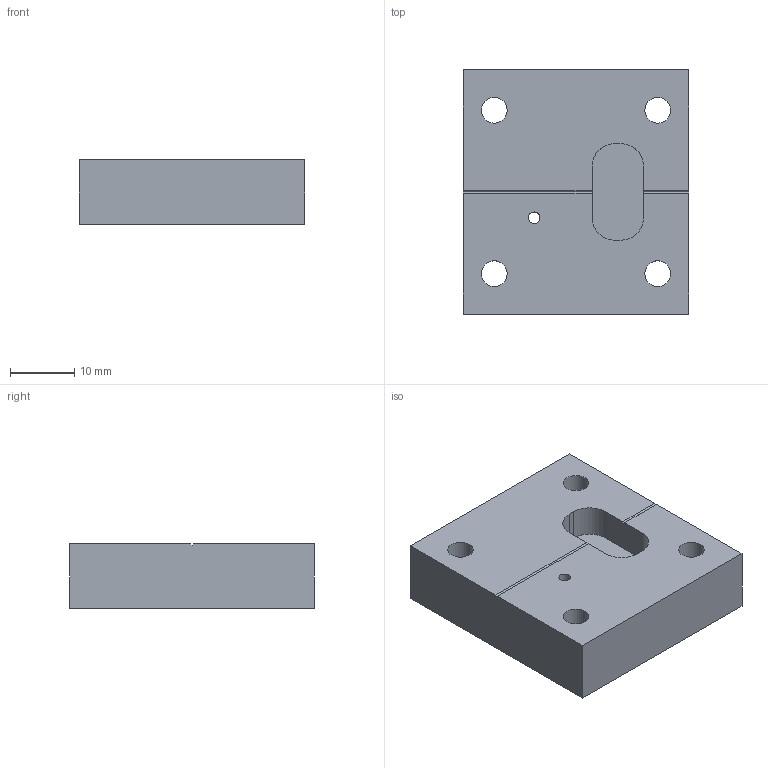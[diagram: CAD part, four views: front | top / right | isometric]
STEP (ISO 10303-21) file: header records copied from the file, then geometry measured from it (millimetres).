
FILE_DESCRIPTION(/* description */ (''),/* implementation_level */ '2;1');
FILE_NAME(/* name */ 'nn-v2-rc1-probe-block-shell v2.step',/* time_stamp */ '2021-09-10T15:09:16-05:00',/* author */ (''),/* organization */ (''),/* preprocessor_version */ 'ST-DEVELOPER v18.1',/* originating_system */ 'Autodesk Translation Framework v10.10.0.1391',/* authorisation */ '');
FILE_SCHEMA (('AUTOMOTIVE_DESIGN { 1 0 10303 214 3 1 1 }'));
Length unit declared in the file: millimetre
Products named in the file (2): nn-v2-rc1-probe-block-shell; nn-v2-rc1-probe-block
Assembly tree (1 placements, depth 2):
  nn-v2-rc1-probe-block-shell
    nn-v2-rc1-probe-block
Bounding box: 35 x 38 x 10 mm (x, y, z)
Volume: 8821 mm3; surface area: 5812.7 mm2
Topology: 1 solids, 1 shells, 47 faces, 132 edges, 88 vertices
Faces by surface type: plane 29, cylinder 18
Full cylindrical faces by diameter (mm): 1.78 x1, 4 x4, 7.78 x1
Entity records: 1599 total; most frequent: DIRECTION 272, CARTESIAN_POINT 270, ORIENTED_EDGE 264, EDGE_CURVE 132, LINE 92, VECTOR 92, AXIS2_PLACEMENT_3D 90, VERTEX_POINT 88
